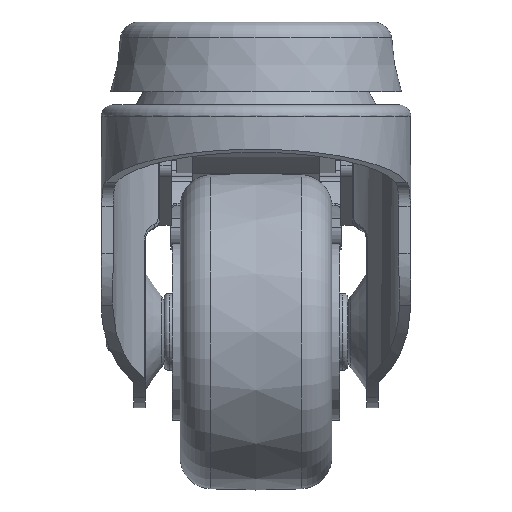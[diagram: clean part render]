
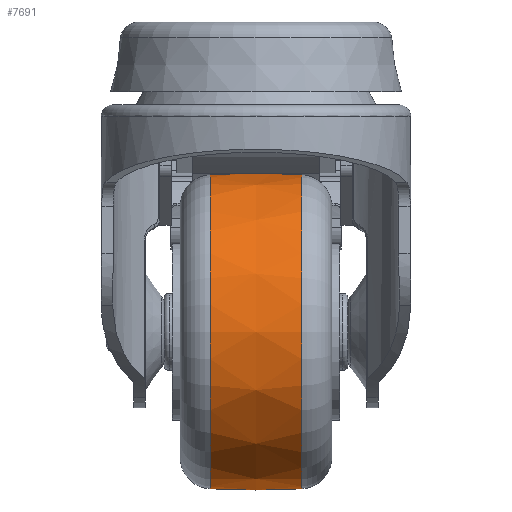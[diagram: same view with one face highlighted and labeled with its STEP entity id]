
A CAD part, left-side view. The second image highlights one B-rep face of the part: STEP entity #7691.
In plain terms, the highlighted free-form (B-spline) face has degree [2, 2] with [3, 9] control points.
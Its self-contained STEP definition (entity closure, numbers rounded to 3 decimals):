
#21=(
BOUNDED_SURFACE()
B_SPLINE_SURFACE(2,2,((#16980,#16981,#16982,#16983,#16984,#16985,#16986,
#16987,#16988),(#16989,#16990,#16991,#16992,#16993,#16994,#16995,#16996,
#16997),(#16998,#16999,#17000,#17001,#17002,#17003,#17004,#17005,#17006)),
 .UNSPECIFIED.,.F.,.T.,.F.)
B_SPLINE_SURFACE_WITH_KNOTS((3,3),(3,2,2,2,3),(-0.05,0.05),
(-3.142,-1.571,0.,1.571,3.142),
 .UNSPECIFIED.)
GEOMETRIC_REPRESENTATION_ITEM()
RATIONAL_B_SPLINE_SURFACE(((1.,0.707,1.,0.707,1.,
0.707,1.,0.707,1.),(0.999,0.706,
0.999,0.706,0.999,0.706,
0.999,0.706,0.999),(1.,0.707,
1.,0.707,1.,0.707,1.,0.707,1.)))
REPRESENTATION_ITEM('')
SURFACE()
);
#859=FACE_OUTER_BOUND('',#1350,.T.);
#1350=EDGE_LOOP('',(#6270,#6271,#6272,#6273));
#2873=CIRCLE('',#8577,24.818);
#2874=CIRCLE('',#8578,144.25);
#2875=CIRCLE('',#8579,24.818);
#3524=VERTEX_POINT('',#16977);
#3525=VERTEX_POINT('',#17007);
#4483=EDGE_CURVE('',#3524,#3524,#2873,.T.);
#4484=EDGE_CURVE('',#3524,#3525,#2874,.T.);
#4485=EDGE_CURVE('',#3525,#3525,#2875,.T.);
#6270=ORIENTED_EDGE('',*,*,#4483,.F.);
#6271=ORIENTED_EDGE('',*,*,#4484,.T.);
#6272=ORIENTED_EDGE('',*,*,#4485,.T.);
#6273=ORIENTED_EDGE('',*,*,#4484,.F.);
#7691=ADVANCED_FACE('',(#859),#21,.F.);
#8577=AXIS2_PLACEMENT_3D('',#16979,#10423,#10424);
#8578=AXIS2_PLACEMENT_3D('',#17008,#10425,#10426);
#8579=AXIS2_PLACEMENT_3D('',#17009,#10427,#10428);
#10423=DIRECTION('center_axis',(0.,-1.,0.));
#10424=DIRECTION('ref_axis',(0.,0.,
1.));
#10425=DIRECTION('center_axis',(-1.,0.,0.));
#10426=DIRECTION('ref_axis',(0.,0.,
1.));
#10427=DIRECTION('center_axis',(0.,-1.,0.));
#10428=DIRECTION('ref_axis',(0.,0.,
1.));
#16977=CARTESIAN_POINT('',(0.,-7.251,24.818));
#16979=CARTESIAN_POINT('Origin',(0.,-7.251,
0.));
#16980=CARTESIAN_POINT('Ctrl Pts',(0.,7.251,
24.818));
#16981=CARTESIAN_POINT('Ctrl Pts',(-24.818,7.251,24.818));
#16982=CARTESIAN_POINT('Ctrl Pts',(-24.818,7.251,0.));
#16983=CARTESIAN_POINT('Ctrl Pts',(-24.818,7.251,-24.818));
#16984=CARTESIAN_POINT('Ctrl Pts',(0.,7.251,
-24.818));
#16985=CARTESIAN_POINT('Ctrl Pts',(24.818,7.251,-24.818));
#16986=CARTESIAN_POINT('Ctrl Pts',(24.818,7.251,0.));
#16987=CARTESIAN_POINT('Ctrl Pts',(24.818,7.251,24.818));
#16988=CARTESIAN_POINT('Ctrl Pts',(0.,7.251,
24.818));
#16989=CARTESIAN_POINT('Ctrl Pts',(0.,0.,
25.183));
#16990=CARTESIAN_POINT('Ctrl Pts',(-25.183,0.,
25.183));
#16991=CARTESIAN_POINT('Ctrl Pts',(-25.183,0.,
0.));
#16992=CARTESIAN_POINT('Ctrl Pts',(-25.183,0.,
-25.183));
#16993=CARTESIAN_POINT('Ctrl Pts',(0.,0.,
-25.183));
#16994=CARTESIAN_POINT('Ctrl Pts',(25.183,0.,
-25.183));
#16995=CARTESIAN_POINT('Ctrl Pts',(25.183,0.,
0.));
#16996=CARTESIAN_POINT('Ctrl Pts',(25.183,0.,
25.183));
#16997=CARTESIAN_POINT('Ctrl Pts',(0.,0.,
25.183));
#16998=CARTESIAN_POINT('Ctrl Pts',(0.,-7.251,
24.818));
#16999=CARTESIAN_POINT('Ctrl Pts',(-24.818,-7.251,
24.818));
#17000=CARTESIAN_POINT('Ctrl Pts',(-24.818,-7.251,
0.));
#17001=CARTESIAN_POINT('Ctrl Pts',(-24.818,-7.251,
-24.818));
#17002=CARTESIAN_POINT('Ctrl Pts',(0.,-7.251,
-24.818));
#17003=CARTESIAN_POINT('Ctrl Pts',(24.818,-7.251,-24.818));
#17004=CARTESIAN_POINT('Ctrl Pts',(24.818,-7.251,0.));
#17005=CARTESIAN_POINT('Ctrl Pts',(24.818,-7.251,24.818));
#17006=CARTESIAN_POINT('Ctrl Pts',(0.,-7.251,
24.818));
#17007=CARTESIAN_POINT('',(0.,7.251,24.818));
#17008=CARTESIAN_POINT('Origin',(0.,0.,
-119.25));
#17009=CARTESIAN_POINT('Origin',(0.,7.251,
0.));
